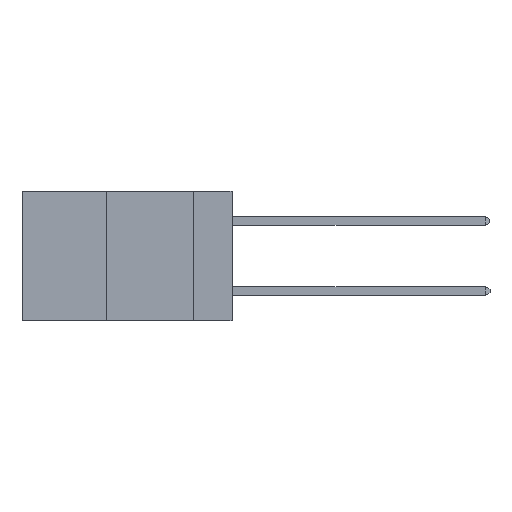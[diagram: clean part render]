
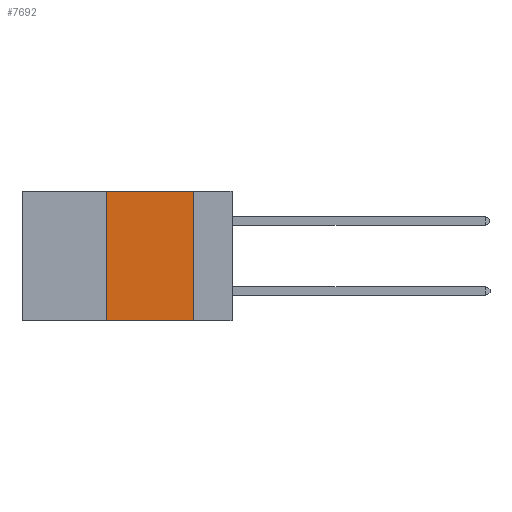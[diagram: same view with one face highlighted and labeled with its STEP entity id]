
A CAD part, left-side view. The second image highlights one B-rep face of the part: STEP entity #7692.
In plain terms, the highlighted planar face has unit normal (-1, 0, 0).
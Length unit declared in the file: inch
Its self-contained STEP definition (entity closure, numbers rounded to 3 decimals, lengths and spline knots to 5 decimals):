
#523 = LINE ( 'NONE', #17411, #5420 ) ;
#721 = DIRECTION ( 'NONE',  ( 0., 0., -1. ) ) ;
#807 = ORIENTED_EDGE ( 'NONE', *, *, #3182, .F. ) ;
#968 = CARTESIAN_POINT ( 'NONE',  ( 0., 0.36, 0. ) ) ;
#1181 = AXIS2_PLACEMENT_3D ( 'NONE', #14603, #11337, #721 ) ;
#3182 = EDGE_CURVE ( 'NONE', #5427, #3918, #523, .T. ) ;
#3842 = DIRECTION ( 'NONE',  ( 0., -1., 0. ) ) ;
#3918 = VERTEX_POINT ( 'NONE', #15754 ) ;
#5341 = LINE ( 'NONE', #10734, #18354 ) ;
#5419 = VERTEX_POINT ( 'NONE', #19924 ) ;
#5420 = VECTOR ( 'NONE', #17362, 39.37008 ) ;
#5427 = VERTEX_POINT ( 'NONE', #968 ) ;
#5913 = VECTOR ( 'NONE', #15235, 39.37008 ) ;
#6252 = ORIENTED_EDGE ( 'NONE', *, *, #19643, .F. ) ;
#7692 = ADVANCED_FACE ( 'NONE', ( #13413 ), #18001, .F. ) ;
#7918 = LINE ( 'NONE', #19086, #11930 ) ;
#8468 = CARTESIAN_POINT ( 'NONE',  ( 0., 0.11, -0.37 ) ) ;
#8520 = EDGE_CURVE ( 'NONE', #3918, #13982, #14400, .T. ) ;
#9031 = EDGE_LOOP ( 'NONE', ( #14205, #807, #6252, #15256 ) ) ;
#10734 = CARTESIAN_POINT ( 'NONE',  ( 0., 0.6, -0.37 ) ) ;
#11337 = DIRECTION ( 'NONE',  ( 1., 0., 0. ) ) ;
#11930 = VECTOR ( 'NONE', #20770, 39.37008 ) ;
#13413 = FACE_OUTER_BOUND ( 'NONE', #9031, .T. ) ;
#13982 = VERTEX_POINT ( 'NONE', #8468 ) ;
#14205 = ORIENTED_EDGE ( 'NONE', *, *, #8520, .F. ) ;
#14400 = LINE ( 'NONE', #21957, #5913 ) ;
#14603 = CARTESIAN_POINT ( 'NONE',  ( 0., 0.6, 0. ) ) ;
#15235 = DIRECTION ( 'NONE',  ( 0., 0., -1. ) ) ;
#15256 = ORIENTED_EDGE ( 'NONE', *, *, #21999, .T. ) ;
#15754 = CARTESIAN_POINT ( 'NONE',  ( 0., 0.11, 0. ) ) ;
#17362 = DIRECTION ( 'NONE',  ( 0., -1., 0. ) ) ;
#17411 = CARTESIAN_POINT ( 'NONE',  ( 0., 0.6, 0. ) ) ;
#18001 = PLANE ( 'NONE',  #1181 ) ;
#18354 = VECTOR ( 'NONE', #3842, 39.37008 ) ;
#19086 = CARTESIAN_POINT ( 'NONE',  ( 0., 0.36, 0. ) ) ;
#19643 = EDGE_CURVE ( 'NONE', #5419, #5427, #7918, .T. ) ;
#19924 = CARTESIAN_POINT ( 'NONE',  ( 0., 0.36, -0.37 ) ) ;
#20770 = DIRECTION ( 'NONE',  ( 0., 0., 1. ) ) ;
#21957 = CARTESIAN_POINT ( 'NONE',  ( 0., 0.11, 0. ) ) ;
#21999 = EDGE_CURVE ( 'NONE', #5419, #13982, #5341, .T. ) ;
